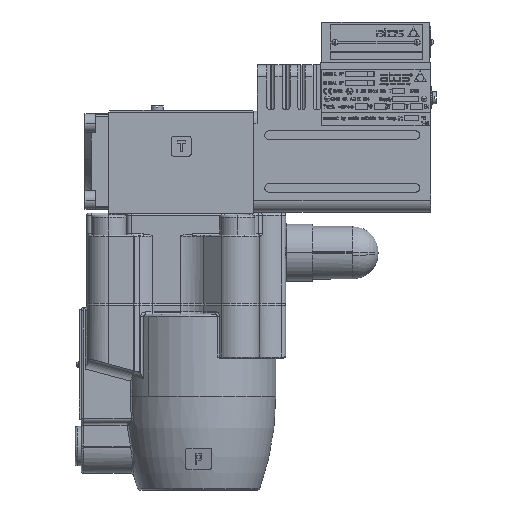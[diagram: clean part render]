
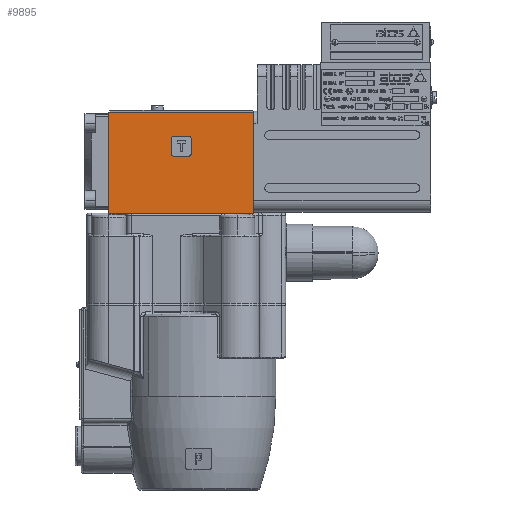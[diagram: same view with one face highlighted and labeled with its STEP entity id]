
A CAD part, left-side view. The second image highlights one B-rep face of the part: STEP entity #9895.
In plain terms, the highlighted planar face has unit normal (-1, 0, 0).
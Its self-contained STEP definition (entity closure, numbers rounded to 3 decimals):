
#9895=ADVANCED_FACE('',(#26828,#26829),#26830,.T.);
#26828=FACE_OUTER_BOUND('',#45816,.T.);
#26829=FACE_BOUND('',#45817,.T.);
#26830=PLANE('',#45818);
#45816=EDGE_LOOP('',(#132353,#132354,#132355,#132356));
#45817=EDGE_LOOP('',(#132357,#132358,#132359,#132360,#132361,#132362,#132363,#132364,#132365,#132366,#132367,#132368));
#45818=AXIS2_PLACEMENT_3D('',#132369,#132370,#132371);
#132353=ORIENTED_EDGE('',*,*,#168331,.F.);
#132354=ORIENTED_EDGE('',*,*,#168332,.F.);
#132355=ORIENTED_EDGE('',*,*,#168318,.F.);
#132356=ORIENTED_EDGE('',*,*,#168333,.F.);
#132357=ORIENTED_EDGE('',*,*,#168334,.F.);
#132358=ORIENTED_EDGE('',*,*,#168335,.F.);
#132359=ORIENTED_EDGE('',*,*,#168304,.F.);
#132360=ORIENTED_EDGE('',*,*,#168336,.F.);
#132361=ORIENTED_EDGE('',*,*,#168337,.F.);
#132362=ORIENTED_EDGE('',*,*,#168300,.F.);
#132363=ORIENTED_EDGE('',*,*,#168338,.F.);
#132364=ORIENTED_EDGE('',*,*,#168339,.F.);
#132365=ORIENTED_EDGE('',*,*,#168296,.F.);
#132366=ORIENTED_EDGE('',*,*,#168340,.F.);
#132367=ORIENTED_EDGE('',*,*,#168341,.F.);
#132368=ORIENTED_EDGE('',*,*,#168292,.F.);
#132369=CARTESIAN_POINT('',(12.35,22.8,163.099));
#132370=DIRECTION('',(-1.0,0.0,0.));
#132371=DIRECTION('',(0.,0.0,1.0));
#168292=EDGE_CURVE('',#207568,#207571,#207572,.T.);
#168296=EDGE_CURVE('',#207576,#207579,#207580,.T.);
#168300=EDGE_CURVE('',#207584,#207587,#207588,.T.);
#168304=EDGE_CURVE('',#207592,#207595,#207596,.T.);
#168318=EDGE_CURVE('',#207617,#207619,#207620,.T.);
#168331=EDGE_CURVE('',#207638,#207639,#207640,.T.);
#168332=EDGE_CURVE('',#207619,#207638,#207641,.T.);
#168333=EDGE_CURVE('',#207639,#207617,#207642,.T.);
#168334=EDGE_CURVE('',#207643,#207568,#207644,.T.);
#168335=EDGE_CURVE('',#207595,#207643,#207645,.T.);
#168336=EDGE_CURVE('',#207646,#207592,#207647,.T.);
#168337=EDGE_CURVE('',#207587,#207646,#207648,.T.);
#168338=EDGE_CURVE('',#207649,#207584,#207650,.T.);
#168339=EDGE_CURVE('',#207579,#207649,#207651,.T.);
#168340=EDGE_CURVE('',#207652,#207576,#207653,.T.);
#168341=EDGE_CURVE('',#207571,#207652,#207654,.T.);
#207568=VERTEX_POINT('',#276614);
#207571=VERTEX_POINT('',#276618);
#207572=CIRCLE('',#276619,1.0);
#207576=VERTEX_POINT('',#276624);
#207579=VERTEX_POINT('',#276628);
#207580=CIRCLE('',#276629,1.0);
#207584=VERTEX_POINT('',#276634);
#207587=VERTEX_POINT('',#276638);
#207588=CIRCLE('',#276639,1.0);
#207592=VERTEX_POINT('',#276644);
#207595=VERTEX_POINT('',#276648);
#207596=CIRCLE('',#276649,1.0);
#207617=VERTEX_POINT('',#276675);
#207619=VERTEX_POINT('',#276678);
#207620=LINE('',#276679,#276680);
#207638=VERTEX_POINT('',#276699);
#207639=VERTEX_POINT('',#276700);
#207640=LINE('',#276701,#276702);
#207641=LINE('',#276703,#276704);
#207642=LINE('',#276705,#276706);
#207643=VERTEX_POINT('',#276707);
#207644=CIRCLE('',#276708,1.0);
#207645=LINE('',#276709,#276710);
#207646=VERTEX_POINT('',#276711);
#207647=CIRCLE('',#276712,1.0);
#207648=LINE('',#276713,#276714);
#207649=VERTEX_POINT('',#276715);
#207650=CIRCLE('',#276716,1.0);
#207651=LINE('',#276717,#276718);
#207652=VERTEX_POINT('',#276719);
#207653=CIRCLE('',#276720,1.0);
#207654=LINE('',#276721,#276722);
#276614=CARTESIAN_POINT('',(12.35,52.95,149.956));
#276618=CARTESIAN_POINT('',(12.35,53.95,150.95));
#276619=AXIS2_PLACEMENT_3D('',#324249,#324250,#324251);
#276624=CARTESIAN_POINT('',(12.35,60.956,150.95));
#276628=CARTESIAN_POINT('',(12.35,61.95,149.95));
#276629=AXIS2_PLACEMENT_3D('',#324257,#324258,#324259);
#276634=CARTESIAN_POINT('',(12.35,61.95,142.944));
#276638=CARTESIAN_POINT('',(12.35,60.95,141.95));
#276639=AXIS2_PLACEMENT_3D('',#324265,#324266,#324267);
#276644=CARTESIAN_POINT('',(12.35,53.944,141.95));
#276648=CARTESIAN_POINT('',(12.35,52.95,142.95));
#276649=AXIS2_PLACEMENT_3D('',#324273,#324274,#324275);
#276675=CARTESIAN_POINT('',(12.35,90.45,161.95));
#276678=CARTESIAN_POINT('',(12.35,24.45,161.95));
#276679=CARTESIAN_POINT('',(12.35,90.45,161.95));
#276680=VECTOR('',#324303,1.0);
#276699=CARTESIAN_POINT('',(12.35,24.45,116.0));
#276700=CARTESIAN_POINT('',(12.35,90.45,116.0));
#276701=CARTESIAN_POINT('',(12.35,24.45,116.0));
#276702=VECTOR('',#324338,1.0);
#276703=CARTESIAN_POINT('',(12.35,24.45,161.95));
#276704=VECTOR('',#324339,1.0);
#276705=CARTESIAN_POINT('',(12.35,90.45,116.0));
#276706=VECTOR('',#324340,1.0);
#276707=CARTESIAN_POINT('',(12.35,52.95,149.95));
#276708=AXIS2_PLACEMENT_3D('',#324341,#324342,#324343);
#276709=CARTESIAN_POINT('',(12.35,52.95,142.95));
#276710=VECTOR('',#324344,1.0);
#276711=CARTESIAN_POINT('',(12.35,53.95,141.95));
#276712=AXIS2_PLACEMENT_3D('',#324345,#324346,#324347);
#276713=CARTESIAN_POINT('',(12.35,60.95,141.95));
#276714=VECTOR('',#324348,1.0);
#276715=CARTESIAN_POINT('',(12.35,61.95,142.95));
#276716=AXIS2_PLACEMENT_3D('',#324349,#324350,#324351);
#276717=CARTESIAN_POINT('',(12.35,61.95,149.95));
#276718=VECTOR('',#324352,1.0);
#276719=CARTESIAN_POINT('',(12.35,60.95,150.95));
#276720=AXIS2_PLACEMENT_3D('',#324353,#324354,#324355);
#276721=CARTESIAN_POINT('',(12.35,53.95,150.95));
#276722=VECTOR('',#324356,1.0);
#324249=CARTESIAN_POINT('',(12.35,53.95,149.95));
#324250=DIRECTION('',(-1.0,-0.0,0.));
#324251=DIRECTION('',(0.0,-1.0,0.0));
#324257=CARTESIAN_POINT('',(12.35,60.95,149.95));
#324258=DIRECTION('',(-1.0,0.,0.0));
#324259=DIRECTION('',(0.0,0.0,1.0));
#324265=CARTESIAN_POINT('',(12.35,60.95,142.95));
#324266=DIRECTION('',(-1.0,0.0,0.));
#324267=DIRECTION('',(0.0,1.0,0.0));
#324273=CARTESIAN_POINT('',(12.35,53.95,142.95));
#324274=DIRECTION('',(-1.0,0.,0.0));
#324275=DIRECTION('',(0.0,0.0,-1.0));
#324303=DIRECTION('',(0.,-1.0,0.));
#324338=DIRECTION('',(0.,1.0,0.));
#324339=DIRECTION('',(0.,0.,-1.0));
#324340=DIRECTION('',(0.,0.,1.0));
#324341=CARTESIAN_POINT('',(12.35,53.95,149.95));
#324342=DIRECTION('',(-1.0,-0.0,0.));
#324343=DIRECTION('',(0.0,-1.0,0.0));
#324344=DIRECTION('',(0.,0.,1.0));
#324345=CARTESIAN_POINT('',(12.35,53.95,142.95));
#324346=DIRECTION('',(-1.0,0.,0.0));
#324347=DIRECTION('',(0.0,0.0,-1.0));
#324348=DIRECTION('',(0.,-1.0,0.));
#324349=CARTESIAN_POINT('',(12.35,60.95,142.95));
#324350=DIRECTION('',(-1.0,0.0,0.));
#324351=DIRECTION('',(0.0,1.0,0.0));
#324352=DIRECTION('',(0.,0.,-1.0));
#324353=CARTESIAN_POINT('',(12.35,60.95,149.95));
#324354=DIRECTION('',(-1.0,0.,0.0));
#324355=DIRECTION('',(0.0,0.0,1.0));
#324356=DIRECTION('',(0.,1.0,0.));
